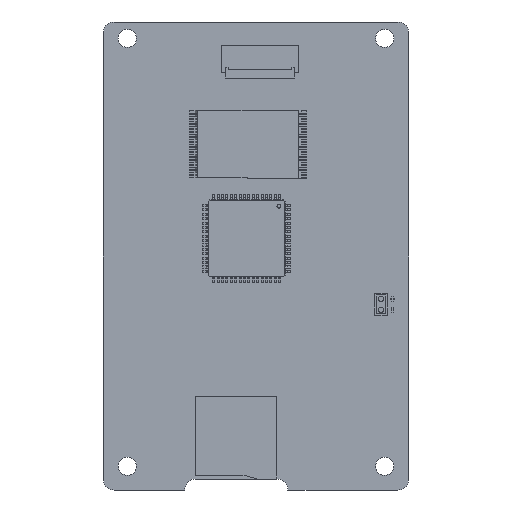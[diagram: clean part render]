
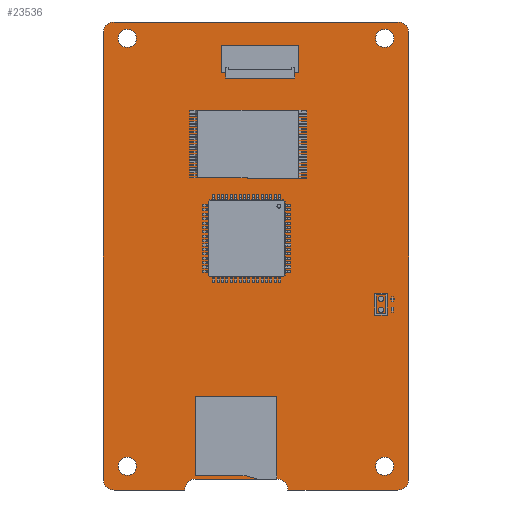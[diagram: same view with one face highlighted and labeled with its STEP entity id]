
A CAD part, front view. The second image highlights one B-rep face of the part: STEP entity #23536.
In plain terms, the highlighted planar face has unit normal (0, -1, 0).
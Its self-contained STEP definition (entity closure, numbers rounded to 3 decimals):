
#75=FACE_BOUND('',#2310,.T.);
#76=FACE_BOUND('',#2311,.T.);
#77=FACE_BOUND('',#2312,.T.);
#78=FACE_BOUND('',#2313,.T.);
#88=PLANE('',#25042);
#1063=FACE_OUTER_BOUND('',#2309,.T.);
#2309=EDGE_LOOP('',(#15351,#15352,#15353,#15354,#15355,#15356,#15357,#15358,
#15359,#15360,#15361,#15362));
#2310=EDGE_LOOP('',(#15363));
#2311=EDGE_LOOP('',(#15364));
#2312=EDGE_LOOP('',(#15365));
#2313=EDGE_LOOP('',(#15366));
#3558=LINE('',#33278,#6393);
#3566=LINE('',#33323,#6401);
#3568=LINE('',#33326,#6403);
#3569=LINE('',#33331,#6404);
#3570=LINE('',#33335,#6405);
#3571=LINE('',#33339,#6406);
#6393=VECTOR('',#26837,10.);
#6401=VECTOR('',#26879,10.);
#6403=VECTOR('',#26883,10.);
#6404=VECTOR('',#26888,10.);
#6405=VECTOR('',#26891,10.);
#6406=VECTOR('',#26894,10.);
#9225=CIRCLE('',#25022,2.);
#9239=CIRCLE('',#25039,2.);
#9240=CIRCLE('',#25043,2.);
#9241=CIRCLE('',#25044,2.);
#9242=CIRCLE('',#25045,2.);
#9243=CIRCLE('',#25046,2.);
#9244=CIRCLE('',#25047,1.65);
#9245=CIRCLE('',#25048,1.65);
#9246=CIRCLE('',#25049,1.65);
#9247=CIRCLE('',#25050,1.65);
#9770=VERTEX_POINT('',#33268);
#9771=VERTEX_POINT('',#33270);
#9773=VERTEX_POINT('',#33276);
#9791=VERTEX_POINT('',#33316);
#9792=VERTEX_POINT('',#33317);
#9793=VERTEX_POINT('',#33322);
#9794=VERTEX_POINT('',#33328);
#9795=VERTEX_POINT('',#33330);
#9796=VERTEX_POINT('',#33332);
#9797=VERTEX_POINT('',#33334);
#9798=VERTEX_POINT('',#33336);
#9799=VERTEX_POINT('',#33338);
#9800=VERTEX_POINT('',#33341);
#9801=VERTEX_POINT('',#33343);
#9802=VERTEX_POINT('',#33345);
#9803=VERTEX_POINT('',#33347);
#11934=EDGE_CURVE('',#9770,#9771,#9225,.T.);
#11938=EDGE_CURVE('',#9770,#9773,#3558,.T.);
#11957=EDGE_CURVE('',#9791,#9792,#9239,.T.);
#11960=EDGE_CURVE('',#9793,#9792,#3566,.T.);
#11962=EDGE_CURVE('',#9791,#9771,#3568,.T.);
#11963=EDGE_CURVE('',#9794,#9773,#9240,.T.);
#11964=EDGE_CURVE('',#9794,#9795,#3569,.T.);
#11965=EDGE_CURVE('',#9796,#9795,#9241,.T.);
#11966=EDGE_CURVE('',#9796,#9797,#3570,.T.);
#11967=EDGE_CURVE('',#9798,#9797,#9242,.T.);
#11968=EDGE_CURVE('',#9798,#9799,#3571,.T.);
#11969=EDGE_CURVE('',#9793,#9799,#9243,.T.);
#11970=EDGE_CURVE('',#9800,#9800,#9244,.T.);
#11971=EDGE_CURVE('',#9801,#9801,#9245,.T.);
#11972=EDGE_CURVE('',#9802,#9802,#9246,.T.);
#11973=EDGE_CURVE('',#9803,#9803,#9247,.T.);
#15351=ORIENTED_EDGE('',*,*,#11934,.F.);
#15352=ORIENTED_EDGE('',*,*,#11938,.T.);
#15353=ORIENTED_EDGE('',*,*,#11963,.F.);
#15354=ORIENTED_EDGE('',*,*,#11964,.T.);
#15355=ORIENTED_EDGE('',*,*,#11965,.F.);
#15356=ORIENTED_EDGE('',*,*,#11966,.T.);
#15357=ORIENTED_EDGE('',*,*,#11967,.F.);
#15358=ORIENTED_EDGE('',*,*,#11968,.T.);
#15359=ORIENTED_EDGE('',*,*,#11969,.F.);
#15360=ORIENTED_EDGE('',*,*,#11960,.T.);
#15361=ORIENTED_EDGE('',*,*,#11957,.F.);
#15362=ORIENTED_EDGE('',*,*,#11962,.T.);
#15363=ORIENTED_EDGE('',*,*,#11970,.T.);
#15364=ORIENTED_EDGE('',*,*,#11971,.T.);
#15365=ORIENTED_EDGE('',*,*,#11972,.T.);
#15366=ORIENTED_EDGE('',*,*,#11973,.T.);
#23536=ADVANCED_FACE('',(#1063,#75,#76,#77,#78),#88,.T.);
#25022=AXIS2_PLACEMENT_3D('',#33271,#26830,#26831);
#25039=AXIS2_PLACEMENT_3D('',#33318,#26873,#26874);
#25042=AXIS2_PLACEMENT_3D('',#33327,#26884,#26885);
#25043=AXIS2_PLACEMENT_3D('',#33329,#26886,#26887);
#25044=AXIS2_PLACEMENT_3D('',#33333,#26889,#26890);
#25045=AXIS2_PLACEMENT_3D('',#33337,#26892,#26893);
#25046=AXIS2_PLACEMENT_3D('',#33340,#26895,#26896);
#25047=AXIS2_PLACEMENT_3D('',#33342,#26897,#26898);
#25048=AXIS2_PLACEMENT_3D('',#33344,#26899,#26900);
#25049=AXIS2_PLACEMENT_3D('',#33346,#26901,#26902);
#25050=AXIS2_PLACEMENT_3D('',#33348,#26903,#26904);
#26830=DIRECTION('center_axis',(0.,-1.,0.));
#26831=DIRECTION('ref_axis',(1.,0.,0.));
#26837=DIRECTION('',(1.,0.,0.));
#26873=DIRECTION('center_axis',(0.,-1.,0.));
#26874=DIRECTION('ref_axis',(-1.,0.,0.));
#26879=DIRECTION('',(1.,0.,0.));
#26883=DIRECTION('',(1.,0.,0.));
#26884=DIRECTION('center_axis',(0.,-1.,0.));
#26885=DIRECTION('ref_axis',(0.,0.,-1.));
#26886=DIRECTION('center_axis',(0.,1.,0.));
#26887=DIRECTION('ref_axis',(0.707,0.,-0.707));
#26888=DIRECTION('',(0.,0.,1.));
#26889=DIRECTION('center_axis',(0.,1.,0.));
#26890=DIRECTION('ref_axis',(0.707,0.,0.707));
#26891=DIRECTION('',(-1.,0.,0.));
#26892=DIRECTION('center_axis',(0.,1.,0.));
#26893=DIRECTION('ref_axis',(-0.707,0.,0.707));
#26894=DIRECTION('',(0.,0.,-1.));
#26895=DIRECTION('center_axis',(0.,1.,0.));
#26896=DIRECTION('ref_axis',(-0.707,0.,-0.707));
#26897=DIRECTION('center_axis',(0.,1.,0.));
#26898=DIRECTION('ref_axis',(1.,0.,0.));
#26899=DIRECTION('center_axis',(0.,1.,0.));
#26900=DIRECTION('ref_axis',(1.,0.,0.));
#26901=DIRECTION('center_axis',(0.,1.,0.));
#26902=DIRECTION('ref_axis',(1.,0.,0.));
#26903=DIRECTION('center_axis',(0.,1.,0.));
#26904=DIRECTION('ref_axis',(1.,0.,0.));
#33268=CARTESIAN_POINT('',(-22.,-0.5,-85.2));
#33270=CARTESIAN_POINT('',(-24.,-0.5,-83.2));
#33271=CARTESIAN_POINT('Origin',(-24.,-0.5,-85.2));
#33276=CARTESIAN_POINT('',(-2.,-0.5,-85.2));
#33278=CARTESIAN_POINT('',(-55.6,-0.5,-85.2));
#33316=CARTESIAN_POINT('',(-38.8,-0.5,-83.2));
#33317=CARTESIAN_POINT('',(-40.8,-0.5,-85.2));
#33318=CARTESIAN_POINT('Origin',(-38.8,-0.5,-85.2));
#33322=CARTESIAN_POINT('',(-53.6,-0.5,-85.2));
#33323=CARTESIAN_POINT('',(-55.6,-0.5,-85.2));
#33326=CARTESIAN_POINT('',(-25.9,-0.5,-83.2));
#33327=CARTESIAN_POINT('Origin',(-27.8,-0.5,-42.6));
#33328=CARTESIAN_POINT('',(0.,-0.5,-83.2));
#33329=CARTESIAN_POINT('Origin',(-2.,-0.5,-83.2));
#33330=CARTESIAN_POINT('',(0.,-0.5,-2.));
#33331=CARTESIAN_POINT('',(0.,-0.5,-85.2));
#33332=CARTESIAN_POINT('',(-2.,-0.5,0.));
#33333=CARTESIAN_POINT('Origin',(-2.,-0.5,-2.));
#33334=CARTESIAN_POINT('',(-53.6,-0.5,0.));
#33335=CARTESIAN_POINT('',(0.,-0.5,0.));
#33336=CARTESIAN_POINT('',(-55.6,-0.5,-2.));
#33337=CARTESIAN_POINT('Origin',(-53.6,-0.5,-2.));
#33338=CARTESIAN_POINT('',(-55.6,-0.5,-83.2));
#33339=CARTESIAN_POINT('',(-55.6,-0.5,0.));
#33340=CARTESIAN_POINT('Origin',(-53.6,-0.5,-83.2));
#33341=CARTESIAN_POINT('',(-6.05,-0.5,-80.9));
#33342=CARTESIAN_POINT('Origin',(-4.4,-0.5,-80.9));
#33343=CARTESIAN_POINT('',(-52.85,-0.5,-80.9));
#33344=CARTESIAN_POINT('Origin',(-51.2,-0.5,-80.9));
#33345=CARTESIAN_POINT('',(-52.85,-0.5,-3.));
#33346=CARTESIAN_POINT('Origin',(-51.2,-0.5,-3.));
#33347=CARTESIAN_POINT('',(-6.05,-0.5,-3.));
#33348=CARTESIAN_POINT('Origin',(-4.4,-0.5,-3.));
